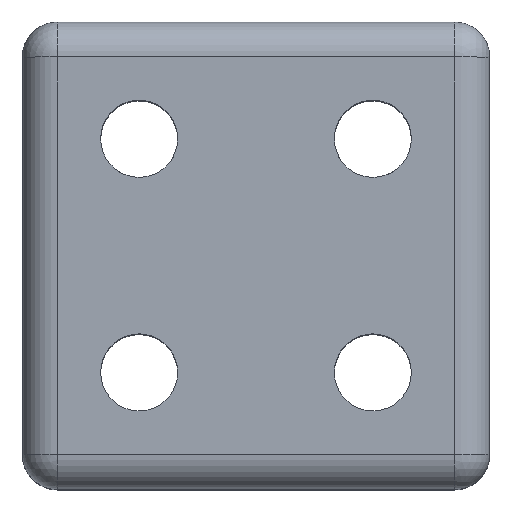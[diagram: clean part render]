
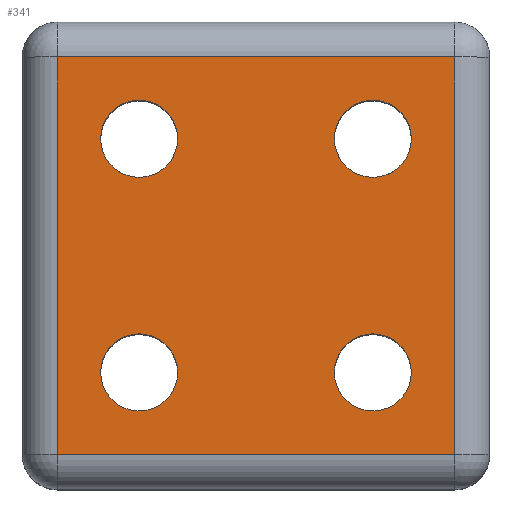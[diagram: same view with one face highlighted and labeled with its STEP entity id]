
A CAD part, top view. The second image highlights one B-rep face of the part: STEP entity #341.
In plain terms, the highlighted planar face has unit normal (0, 0, 1).
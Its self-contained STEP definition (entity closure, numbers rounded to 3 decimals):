
#12 = DIRECTION ( 'NONE',  ( -1., 0., 0. ) ) ;
#35 = EDGE_CURVE ( 'NONE', #3055, #3847, #3418, .T. ) ;
#56 = DIRECTION ( 'NONE',  ( 1., 0., 0. ) ) ;
#77 = DIRECTION ( 'NONE',  ( 0., 0., 1. ) ) ;
#82 = LINE ( 'NONE', #1129, #3071 ) ;
#103 = ORIENTED_EDGE ( 'NONE', *, *, #4556, .T. ) ;
#114 = ORIENTED_EDGE ( 'NONE', *, *, #1500, .F. ) ;
#165 = ORIENTED_EDGE ( 'NONE', *, *, #4426, .T. ) ;
#205 = LINE ( 'NONE', #2452, #3635 ) ;
#208 = DIRECTION ( 'NONE',  ( 1., 0., 0. ) ) ;
#261 = DIRECTION ( 'NONE',  ( 0., 0., 1. ) ) ;
#328 = CARTESIAN_POINT ( 'NONE',  ( 8.5, 8.5, 10. ) ) ;
#341 = ADVANCED_FACE ( 'NONE', ( #3861, #535, #3480, #2354, #1641 ), #2032, .F. ) ;
#408 = ORIENTED_EDGE ( 'NONE', *, *, #2993, .F. ) ;
#535 = FACE_BOUND ( 'NONE', #4817, .T. ) ;
#539 = DIRECTION ( 'NONE',  ( 1., 0., 0. ) ) ;
#547 = ORIENTED_EDGE ( 'NONE', *, *, #1724, .F. ) ;
#616 = CARTESIAN_POINT ( 'NONE',  ( 5., -5., 10. ) ) ;
#733 = CIRCLE ( 'NONE', #3848, 1.65 ) ;
#737 = CARTESIAN_POINT ( 'NONE',  ( 8.5, 10., 10. ) ) ;
#809 = DIRECTION ( 'NONE',  ( 1., 0., 0. ) ) ;
#834 = AXIS2_PLACEMENT_3D ( 'NONE', #2431, #3163, #539 ) ;
#1001 = DIRECTION ( 'NONE',  ( 0., -1., 0. ) ) ;
#1108 = DIRECTION ( 'NONE',  ( 0., 0., 1. ) ) ;
#1110 = AXIS2_PLACEMENT_3D ( 'NONE', #616, #261, #208 ) ;
#1117 = CARTESIAN_POINT ( 'NONE',  ( 3.35, -5., 10. ) ) ;
#1129 = CARTESIAN_POINT ( 'NONE',  ( 10., -8.5, 10. ) ) ;
#1250 = CARTESIAN_POINT ( 'NONE',  ( -3.35, -5., 10. ) ) ;
#1296 = EDGE_CURVE ( 'NONE', #1740, #4467, #2844, .T. ) ;
#1336 = ORIENTED_EDGE ( 'NONE', *, *, #3301, .F. ) ;
#1358 = CARTESIAN_POINT ( 'NONE',  ( 8.5, -8.5, 10. ) ) ;
#1437 = DIRECTION ( 'NONE',  ( 1., 0., 0. ) ) ;
#1500 = EDGE_CURVE ( 'NONE', #4102, #3686, #3271, .T. ) ;
#1607 = CIRCLE ( 'NONE', #2760, 1.65 ) ;
#1641 = FACE_BOUND ( 'NONE', #2092, .T. ) ;
#1643 = VERTEX_POINT ( 'NONE', #1780 ) ;
#1659 = AXIS2_PLACEMENT_3D ( 'NONE', #4129, #2252, #56 ) ;
#1721 = VECTOR ( 'NONE', #12, 1000. ) ;
#1724 = EDGE_CURVE ( 'NONE', #1643, #3339, #3338, .T. ) ;
#1740 = VERTEX_POINT ( 'NONE', #2685 ) ;
#1780 = CARTESIAN_POINT ( 'NONE',  ( -6.65, -5., 10. ) ) ;
#1844 = EDGE_LOOP ( 'NONE', ( #3788, #3429 ) ) ;
#1871 = ORIENTED_EDGE ( 'NONE', *, *, #35, .T. ) ;
#1905 = DIRECTION ( 'NONE',  ( 1., 0., 0. ) ) ;
#1918 = CARTESIAN_POINT ( 'NONE',  ( 10., 8.5, 10. ) ) ;
#1962 = DIRECTION ( 'NONE',  ( 0., 0., -1. ) ) ;
#1967 = CARTESIAN_POINT ( 'NONE',  ( -5., -5., 10. ) ) ;
#1991 = VERTEX_POINT ( 'NONE', #3192 ) ;
#2032 = PLANE ( 'NONE',  #3089 ) ;
#2092 = EDGE_LOOP ( 'NONE', ( #3160, #408 ) ) ;
#2230 = VERTEX_POINT ( 'NONE', #1358 ) ;
#2252 = DIRECTION ( 'NONE',  ( 0., 0., 1. ) ) ;
#2267 = AXIS2_PLACEMENT_3D ( 'NONE', #4784, #4124, #4381 ) ;
#2282 = CARTESIAN_POINT ( 'NONE',  ( 5., -5., 10. ) ) ;
#2286 = VERTEX_POINT ( 'NONE', #3935 ) ;
#2354 = FACE_BOUND ( 'NONE', #1844, .T. ) ;
#2403 = CARTESIAN_POINT ( 'NONE',  ( 10., -10., 10. ) ) ;
#2431 = CARTESIAN_POINT ( 'NONE',  ( 5., 5., 10. ) ) ;
#2452 = CARTESIAN_POINT ( 'NONE',  ( -8.5, -10., 10. ) ) ;
#2514 = EDGE_CURVE ( 'NONE', #2286, #3426, #4373, .T. ) ;
#2609 = CIRCLE ( 'NONE', #3228, 1.65 ) ;
#2671 = DIRECTION ( 'NONE',  ( 0., 0., 1. ) ) ;
#2685 = CARTESIAN_POINT ( 'NONE',  ( 6.65, -5., 10. ) ) ;
#2710 = DIRECTION ( 'NONE',  ( 1., 0., 0. ) ) ;
#2760 = AXIS2_PLACEMENT_3D ( 'NONE', #2282, #2671, #1905 ) ;
#2790 = EDGE_CURVE ( 'NONE', #3339, #1643, #2609, .T. ) ;
#2844 = CIRCLE ( 'NONE', #1110, 1.65 ) ;
#2937 = EDGE_CURVE ( 'NONE', #3426, #2286, #4718, .T. ) ;
#2973 = CARTESIAN_POINT ( 'NONE',  ( 3.35, 5., 10. ) ) ;
#2993 = EDGE_CURVE ( 'NONE', #4467, #1740, #1607, .T. ) ;
#3004 = DIRECTION ( 'NONE',  ( 0., 0., 1. ) ) ;
#3055 = VERTEX_POINT ( 'NONE', #328 ) ;
#3071 = VECTOR ( 'NONE', #2710, 1000. ) ;
#3089 = AXIS2_PLACEMENT_3D ( 'NONE', #2403, #1962, #3882 ) ;
#3095 = CARTESIAN_POINT ( 'NONE',  ( -6.65, 5., 10. ) ) ;
#3160 = ORIENTED_EDGE ( 'NONE', *, *, #1296, .F. ) ;
#3163 = DIRECTION ( 'NONE',  ( 0., 0., 1. ) ) ;
#3192 = CARTESIAN_POINT ( 'NONE',  ( -8.5, -8.5, 10. ) ) ;
#3218 = EDGE_LOOP ( 'NONE', ( #1871, #165, #4152, #103 ) ) ;
#3228 = AXIS2_PLACEMENT_3D ( 'NONE', #1967, #77, #809 ) ;
#3271 = CIRCLE ( 'NONE', #834, 1.65 ) ;
#3301 = EDGE_CURVE ( 'NONE', #3686, #4102, #733, .T. ) ;
#3334 = CARTESIAN_POINT ( 'NONE',  ( -8.5, 8.5, 10. ) ) ;
#3338 = CIRCLE ( 'NONE', #1659, 1.65 ) ;
#3339 = VERTEX_POINT ( 'NONE', #1250 ) ;
#3371 = CARTESIAN_POINT ( 'NONE',  ( -5., 5., 10. ) ) ;
#3418 = LINE ( 'NONE', #1918, #1721 ) ;
#3426 = VERTEX_POINT ( 'NONE', #3095 ) ;
#3429 = ORIENTED_EDGE ( 'NONE', *, *, #2937, .F. ) ;
#3480 = FACE_BOUND ( 'NONE', #4676, .T. ) ;
#3635 = VECTOR ( 'NONE', #1001, 1000. ) ;
#3642 = EDGE_CURVE ( 'NONE', #1991, #2230, #82, .T. ) ;
#3686 = VERTEX_POINT ( 'NONE', #4525 ) ;
#3721 = DIRECTION ( 'NONE',  ( 0., 1., 0. ) ) ;
#3769 = VECTOR ( 'NONE', #3721, 1000. ) ;
#3788 = ORIENTED_EDGE ( 'NONE', *, *, #2514, .F. ) ;
#3847 = VERTEX_POINT ( 'NONE', #3334 ) ;
#3848 = AXIS2_PLACEMENT_3D ( 'NONE', #4856, #1108, #1437 ) ;
#3861 = FACE_OUTER_BOUND ( 'NONE', #3218, .T. ) ;
#3882 = DIRECTION ( 'NONE',  ( -1., 0., 0. ) ) ;
#3935 = CARTESIAN_POINT ( 'NONE',  ( -3.35, 5., 10. ) ) ;
#4033 = ORIENTED_EDGE ( 'NONE', *, *, #2790, .F. ) ;
#4089 = LINE ( 'NONE', #737, #3769 ) ;
#4102 = VERTEX_POINT ( 'NONE', #2973 ) ;
#4124 = DIRECTION ( 'NONE',  ( 0., 0., 1. ) ) ;
#4129 = CARTESIAN_POINT ( 'NONE',  ( -5., -5., 10. ) ) ;
#4152 = ORIENTED_EDGE ( 'NONE', *, *, #3642, .T. ) ;
#4325 = AXIS2_PLACEMENT_3D ( 'NONE', #3371, #3004, #4511 ) ;
#4373 = CIRCLE ( 'NONE', #2267, 1.65 ) ;
#4381 = DIRECTION ( 'NONE',  ( 1., 0., 0. ) ) ;
#4426 = EDGE_CURVE ( 'NONE', #3847, #1991, #205, .T. ) ;
#4467 = VERTEX_POINT ( 'NONE', #1117 ) ;
#4511 = DIRECTION ( 'NONE',  ( 1., 0., 0. ) ) ;
#4525 = CARTESIAN_POINT ( 'NONE',  ( 6.65, 5., 10. ) ) ;
#4556 = EDGE_CURVE ( 'NONE', #2230, #3055, #4089, .T. ) ;
#4676 = EDGE_LOOP ( 'NONE', ( #4033, #547 ) ) ;
#4718 = CIRCLE ( 'NONE', #4325, 1.65 ) ;
#4784 = CARTESIAN_POINT ( 'NONE',  ( -5., 5., 10. ) ) ;
#4817 = EDGE_LOOP ( 'NONE', ( #1336, #114 ) ) ;
#4856 = CARTESIAN_POINT ( 'NONE',  ( 5., 5., 10. ) ) ;
